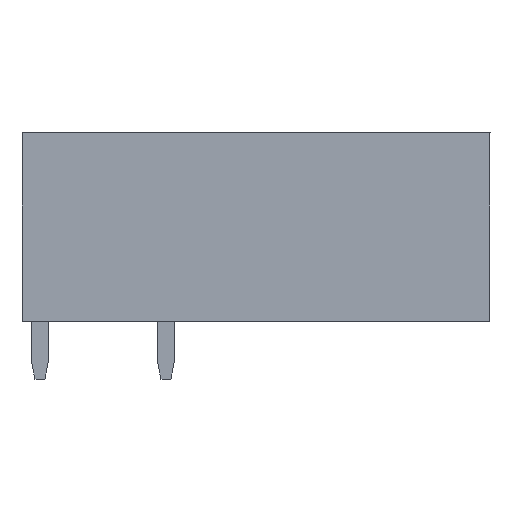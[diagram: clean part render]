
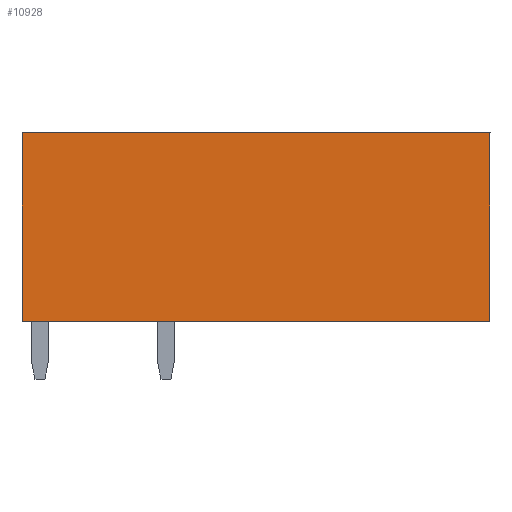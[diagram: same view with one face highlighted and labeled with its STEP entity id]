
A CAD part, left-side view. The second image highlights one B-rep face of the part: STEP entity #10928.
In plain terms, the highlighted planar face has unit normal (-1, 0, 0).
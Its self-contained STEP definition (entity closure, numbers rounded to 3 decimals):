
#10920=AXIS2_PLACEMENT_3D('Plane Axis2P3D',#10917,#10918,#10919) ;
#329=CARTESIAN_POINT('Vertex',(0.,28.3,3.5)) ;
#332=CARTESIAN_POINT('Line Origine',(0.,28.3,9.2)) ;
#336=CARTESIAN_POINT('Vertex',(0.,28.3,14.9)) ;
#681=CARTESIAN_POINT('Vertex',(0.,0.,3.5)) ;
#684=CARTESIAN_POINT('Line Origine',(0.,14.15,3.5)) ;
#913=CARTESIAN_POINT('Vertex',(0.,0.,14.9)) ;
#916=CARTESIAN_POINT('Line Origine',(0.,0.,9.2)) ;
#3104=CARTESIAN_POINT('Line Origine',(0.,14.15,14.9)) ;
#10917=CARTESIAN_POINT('Axis2P3D Location',(0.,0.,14.9)) ;
#333=DIRECTION('Vector Direction',(0.,0.,-1.)) ;
#685=DIRECTION('Vector Direction',(0.,1.,0.)) ;
#917=DIRECTION('Vector Direction',(0.,0.,-1.)) ;
#3105=DIRECTION('Vector Direction',(0.,1.,0.)) ;
#10918=DIRECTION('Axis2P3D Direction',(1.,-0.,0.)) ;
#10919=DIRECTION('Axis2P3D XDirection',(0.,0.,-1.)) ;
#334=VECTOR('Line Direction',#333,1.) ;
#686=VECTOR('Line Direction',#685,1.) ;
#918=VECTOR('Line Direction',#917,1.) ;
#3106=VECTOR('Line Direction',#3105,1.) ;
#10923=ORIENTED_EDGE('',*,*,#338,.T.) ;
#10924=ORIENTED_EDGE('',*,*,#688,.F.) ;
#10925=ORIENTED_EDGE('',*,*,#920,.F.) ;
#10926=ORIENTED_EDGE('',*,*,#3108,.T.) ;
#10928=ADVANCED_FACE('HOUSING',(#10927),#10921,.F.) ;
#338=EDGE_CURVE('',#337,#330,#335,.T.) ;
#688=EDGE_CURVE('',#682,#330,#687,.T.) ;
#920=EDGE_CURVE('',#914,#682,#919,.T.) ;
#3108=EDGE_CURVE('',#914,#337,#3107,.T.) ;
#10922=EDGE_LOOP('',(#10923,#10924,#10925,#10926)) ;
#10927=FACE_OUTER_BOUND('',#10922,.T.) ;
#335=LINE('Line',#332,#334) ;
#687=LINE('Line',#684,#686) ;
#919=LINE('Line',#916,#918) ;
#3107=LINE('Line',#3104,#3106) ;
#10921=PLANE('',#10920) ;
#330=VERTEX_POINT('',#329) ;
#337=VERTEX_POINT('',#336) ;
#682=VERTEX_POINT('',#681) ;
#914=VERTEX_POINT('',#913) ;
